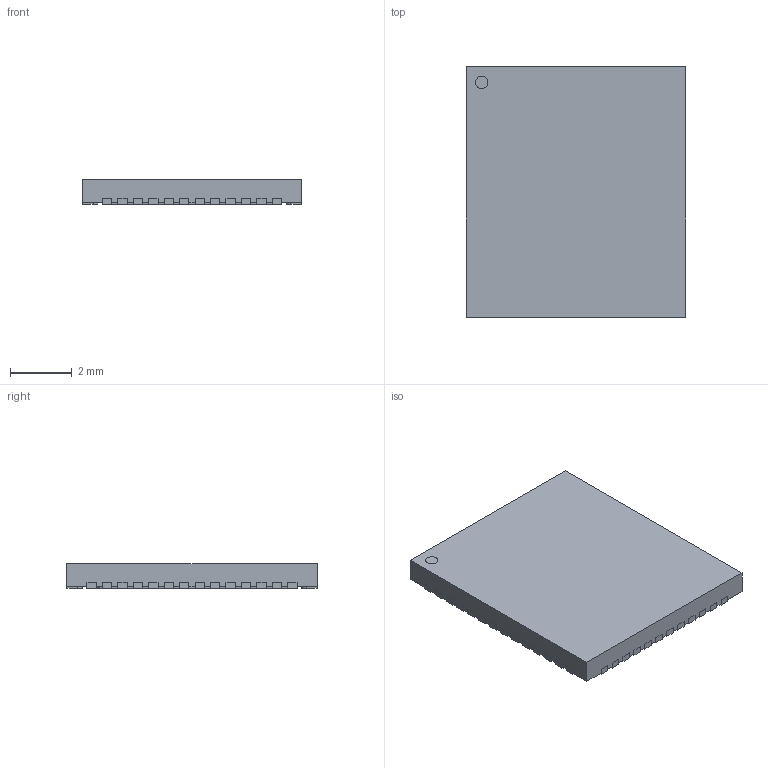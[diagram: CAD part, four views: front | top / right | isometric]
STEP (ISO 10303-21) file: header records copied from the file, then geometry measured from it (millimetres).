
FILE_DESCRIPTION((''),'2;1');
FILE_NAME('QFN50P700X800X80-53N-R655X550.stp','2009-12-07T14:09:32',(''),(''),'Mechanical Desktop 2006','Mechanical Desktop 2006',', , ');
FILE_SCHEMA(('AUTOMOTIVE_DESIGN { 1 2 10303 214 0 1 1 1 }'));
Length unit declared in the file: millimetre
Products named in the file (1): Product
Bounding box: 7.1 x 8.1 x 0.8 mm (x, y, z)
Volume: 45.3 mm3; surface area: 248.1 mm2
Topology: 55 solids, 55 shells, 650 faces, 1617 edges, 1078 vertices
Faces by surface type: bspline 312, plane 223, cylinder 115
Entity records: 20696 total; most frequent: CARTESIAN_POINT 5738, ORIENTED_EDGE 3234, DIRECTION 2733, EDGE_CURVE 1617, VECTOR 1179, LINE 1179, VERTEX_POINT 1078, AXIS2_PLACEMENT_3D 777
